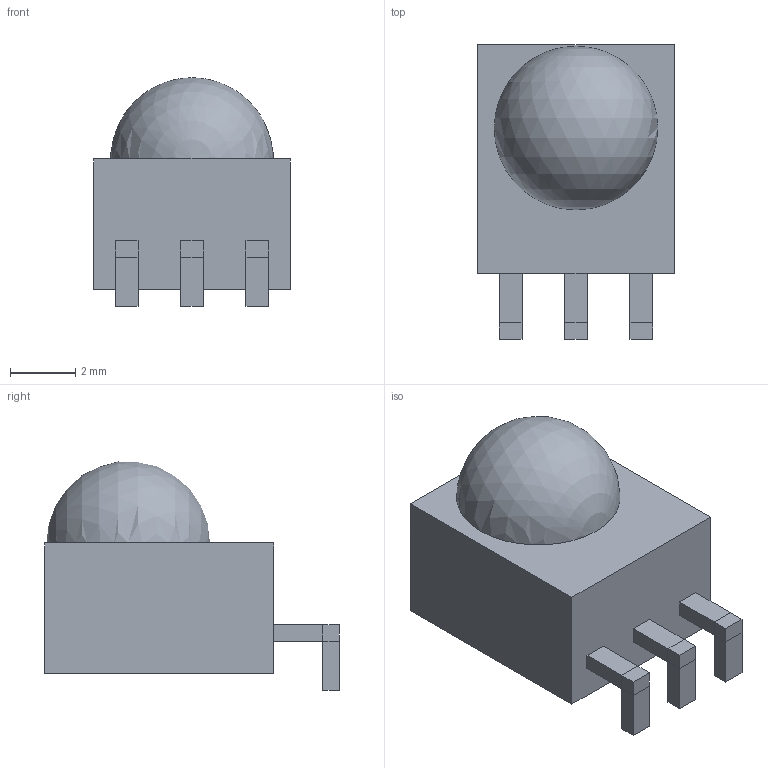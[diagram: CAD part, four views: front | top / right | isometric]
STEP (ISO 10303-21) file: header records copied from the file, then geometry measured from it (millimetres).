
FILE_DESCRIPTION(('FreeCAD Model'),'2;1');
FILE_NAME('RX_TSSP4056.step','2019-01-03T19:26:51',( 'kicad StepUp'),('ksu MCAD'),'Open CASCADE STEP processor 6.8', 'FreeCAD','Unknown');
FILE_SCHEMA(('AUTOMOTIVE_DESIGN_CC2 { 1 2 10303 214 -1 1 5 4 }'));
Length unit declared in the file: millimetre
Products named in the file (1): RX_TSSP4056
Bounding box: 6 x 9 x 6.98 mm (x, y, z)
Volume: 204.4 mm3; surface area: 232.8 mm2
Topology: 1 solids, 1 shells, 46 faces, 100 edges, 58 vertices
Faces by surface type: plane 45, sphere 1
Entity records: 1522 total; most frequent: CARTESIAN_POINT 203, ORIENTED_EDGE 196, DIRECTION 194, EDGE_CURVE 98, LINE 96, VECTOR 96, VERTEX_POINT 58, FACE_BOUND 50
